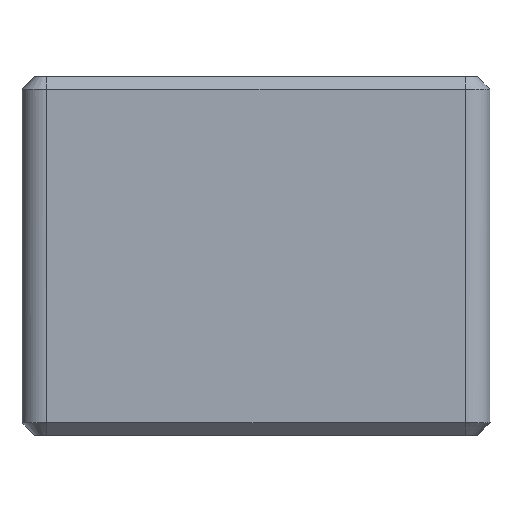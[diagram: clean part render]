
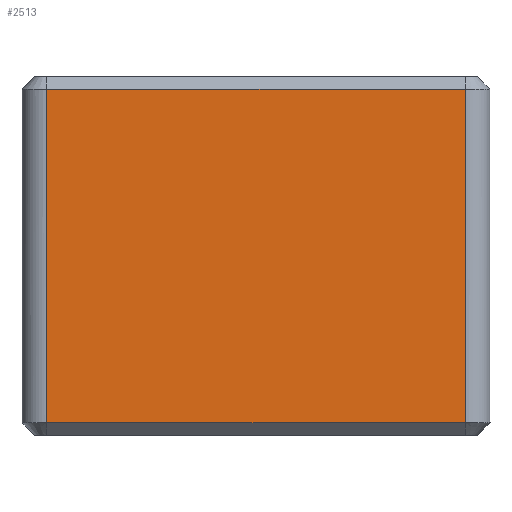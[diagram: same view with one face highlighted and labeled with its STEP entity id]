
A CAD part, front view. The second image highlights one B-rep face of the part: STEP entity #2513.
In plain terms, the highlighted planar face has unit normal (0, -1, 0).
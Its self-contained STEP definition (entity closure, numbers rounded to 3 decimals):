
#275=FACE_OUTER_BOUND('',#402,.T.);
#402=EDGE_LOOP('',(#2294,#2295,#2296,#2297));
#488=LINE('',#3699,#767);
#489=LINE('',#3701,#768);
#682=LINE('',#4228,#961);
#683=LINE('',#4229,#962);
#767=VECTOR('',#2888,10.);
#768=VECTOR('',#2891,10.);
#961=VECTOR('',#3436,10.);
#962=VECTOR('',#3437,10.);
#1040=VERTEX_POINT('',#3619);
#1043=VERTEX_POINT('',#3640);
#1048=VERTEX_POINT('',#3659);
#1054=VERTEX_POINT('',#3681);
#1298=EDGE_CURVE('',#1048,#1040,#488,.T.);
#1299=EDGE_CURVE('',#1043,#1054,#489,.T.);
#1570=EDGE_CURVE('',#1048,#1054,#682,.T.);
#1571=EDGE_CURVE('',#1043,#1040,#683,.T.);
#2294=ORIENTED_EDGE('',*,*,#1570,.F.);
#2295=ORIENTED_EDGE('',*,*,#1298,.T.);
#2296=ORIENTED_EDGE('',*,*,#1571,.F.);
#2297=ORIENTED_EDGE('',*,*,#1299,.T.);
#2386=PLANE('',#2737);
#2513=ADVANCED_FACE('',(#275),#2386,.F.);
#2737=AXIS2_PLACEMENT_3D('',#4227,#3434,#3435);
#2888=DIRECTION('',(0.,0.,1.));
#2891=DIRECTION('',(0.,0.,-1.));
#3434=DIRECTION('center_axis',(0.,1.,0.));
#3435=DIRECTION('ref_axis',(0.,0.,1.));
#3436=DIRECTION('',(-1.,0.,0.));
#3437=DIRECTION('',(1.,0.,0.));
#3619=CARTESIAN_POINT('',(41.55,-27.,-10.1));
#3640=CARTESIAN_POINT('',(24.75,-27.,-10.1));
#3659=CARTESIAN_POINT('',(41.55,-27.,-23.5));
#3681=CARTESIAN_POINT('',(24.75,-27.,-23.5));
#3699=CARTESIAN_POINT('',(41.55,-27.,-23.5));
#3701=CARTESIAN_POINT('',(24.75,-27.,-10.1));
#4227=CARTESIAN_POINT('Origin',(33.15,-27.,-16.8));
#4228=CARTESIAN_POINT('',(33.15,-27.,-23.5));
#4229=CARTESIAN_POINT('',(33.15,-27.,-10.1));
